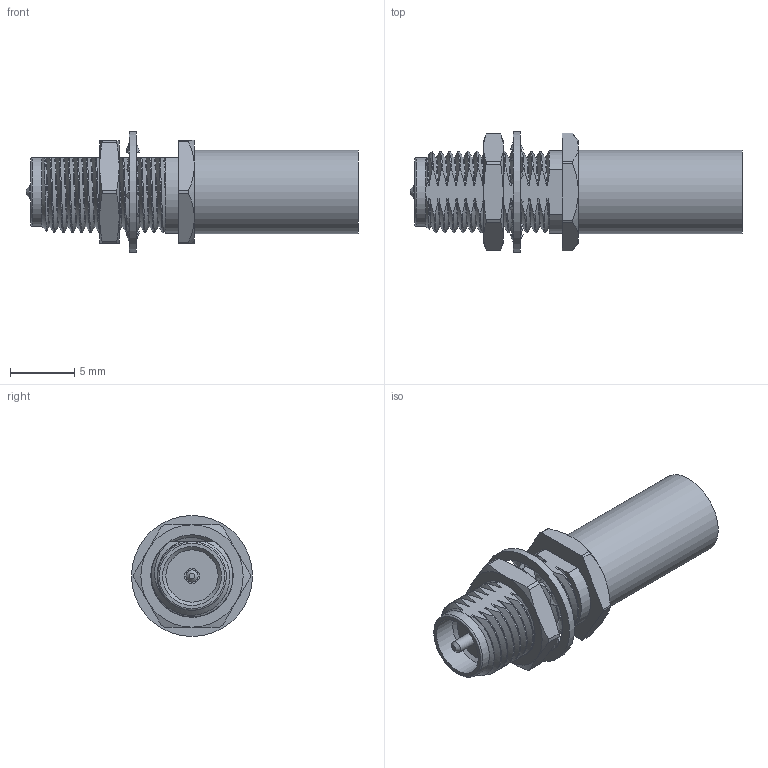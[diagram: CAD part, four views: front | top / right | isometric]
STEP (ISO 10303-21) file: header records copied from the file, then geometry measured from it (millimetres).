
FILE_DESCRIPTION (( 'STEP AP203' ), '1' );
FILE_NAME ('PE4857_3D.step', '2021-05-12T15:07:33', ( '' ), ( '' ), 'SwSTEP 2.0', 'SolidWorks 2020', '' );
FILE_SCHEMA (( 'CONFIG_CONTROL_DESIGN' ));
Length unit declared in the file: inch
Products named in the file (1): PE4857_3D
Bounding box: 25.78 x 9.4 x 9.4 mm (x, y, z)
Volume: 518.2 mm3; surface area: 1277.2 mm2
Topology: 4 solids, 4 shells, 194 faces, 486 edges, 317 vertices
Faces by surface type: bspline 88, plane 41, cylinder 38, cone 26, torus 1
Full cylindrical faces by diameter (mm): 0.94 x2, 1.194 x1, 2.7 x1, 4.572 x1, 5.334 x1, 5.8 x1, 6.5 x1, 7.874 x1, 9.398 x1
Entity records: 24694 total; most frequent: CARTESIAN_POINT 21006, ORIENTED_EDGE 920, DIRECTION 463, EDGE_CURVE 460, VERTEX_POINT 309, EDGE_LOOP 229, FACE_OUTER_BOUND 203, B_SPLINE_CURVE_WITH_KNOTS 194
